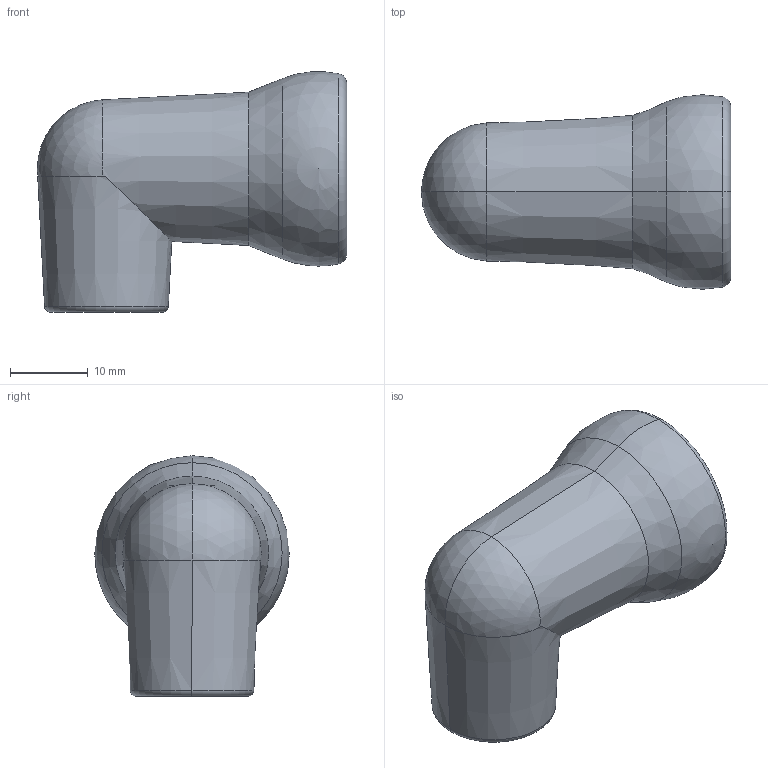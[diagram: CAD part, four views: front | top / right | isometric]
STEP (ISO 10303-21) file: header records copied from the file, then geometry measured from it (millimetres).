
FILE_DESCRIPTION (( 'STEP AP203' ), '1' );
FILE_NAME ('1-2x1-2 90 Degree Nozzle.STEP', '2005-02-04T23:58:43', ( 'mark lockwood' ), ( 'lockwood products inc.' ), 'SwSTEP 2.0', 'SolidWorks 2004146', '' );
FILE_SCHEMA (( 'CONFIG_CONTROL_DESIGN' ));
Length unit declared in the file: inch
Products named in the file (1): 1-2x1-2 90 Degree Nozzle
Bounding box: 39.67 x 24.94 x 30.84 mm (x, y, z)
Volume: 4667.4 mm3; surface area: 5498.1 mm2
Topology: 1 solids, 1 shells, 28 faces, 70 edges, 40 vertices
Faces by surface type: cone 10, sphere 8, torus 4, cylinder 4, plane 2
Entity records: 943 total; most frequent: CARTESIAN_POINT 229, DIRECTION 156, ORIENTED_EDGE 120, AXIS2_PLACEMENT_3D 71, EDGE_CURVE 60, CIRCLE 42, VERTEX_POINT 34, EDGE_LOOP 30
